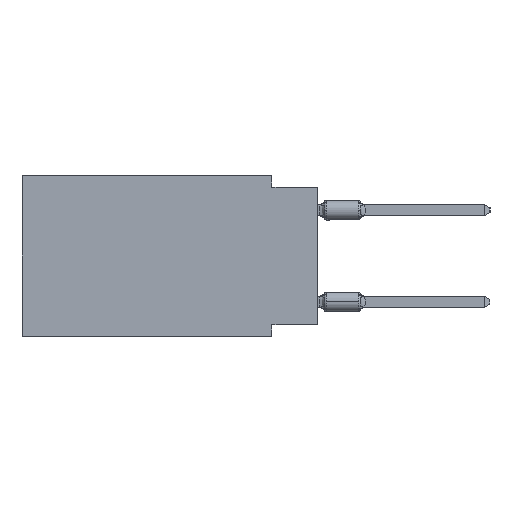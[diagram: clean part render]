
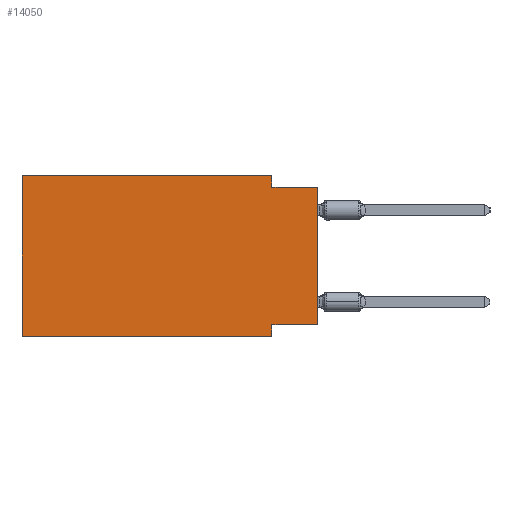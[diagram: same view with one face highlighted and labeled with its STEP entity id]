
A CAD part, left-side view. The second image highlights one B-rep face of the part: STEP entity #14050.
In plain terms, the highlighted planar face has unit normal (-1, 0, 0).
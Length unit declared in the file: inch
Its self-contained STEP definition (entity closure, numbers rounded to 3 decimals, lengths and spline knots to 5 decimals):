
#468 = CARTESIAN_POINT ( 'NONE',  ( 0., 0.1, -0.025 ) ) ;
#1347 = DIRECTION ( 'NONE',  ( 0., -1., 0. ) ) ;
#2096 = LINE ( 'NONE', #6911, #9576 ) ;
#2314 = VERTEX_POINT ( 'NONE', #13574 ) ;
#2443 = CARTESIAN_POINT ( 'NONE',  ( 0., 0.645, 0. ) ) ;
#5987 = DIRECTION ( 'NONE',  ( 0., -1., 0. ) ) ;
#6867 = VECTOR ( 'NONE', #45493, 39.37008 ) ;
#6911 = CARTESIAN_POINT ( 'NONE',  ( 0., 0.645, -0.35 ) ) ;
#7886 = CARTESIAN_POINT ( 'NONE',  ( 0., 0.645, 0. ) ) ;
#8381 = DIRECTION ( 'NONE',  ( 0., 0., 1. ) ) ;
#9576 = VECTOR ( 'NONE', #24021, 39.37008 ) ;
#12122 = PLANE ( 'NONE',  #25157 ) ;
#13503 = CARTESIAN_POINT ( 'NONE',  ( 0., 0.645, -0.35 ) ) ;
#13532 = CARTESIAN_POINT ( 'NONE',  ( 0., 0.645, 0. ) ) ;
#13574 = CARTESIAN_POINT ( 'NONE',  ( 0., 0., -0.025 ) ) ;
#13902 = CARTESIAN_POINT ( 'NONE',  ( 0., 0.1, 0. ) ) ;
#14050 = ADVANCED_FACE ( 'NONE', ( #41717 ), #12122, .F. ) ;
#14093 = CARTESIAN_POINT ( 'NONE',  ( 0., 0.1, -0.35 ) ) ;
#16682 = VECTOR ( 'NONE', #8381, 39.37008 ) ;
#17209 = EDGE_CURVE ( 'NONE', #52025, #45346, #53435, .T. ) ;
#17885 = CARTESIAN_POINT ( 'NONE',  ( 0., 0.1, 0. ) ) ;
#18259 = CARTESIAN_POINT ( 'NONE',  ( 0., 0., -0.325 ) ) ;
#20024 = VECTOR ( 'NONE', #1347, 39.37008 ) ;
#20220 = CARTESIAN_POINT ( 'NONE',  ( 0., 0., -0.325 ) ) ;
#21407 = EDGE_CURVE ( 'NONE', #21712, #52025, #43688, .T. ) ;
#21712 = VERTEX_POINT ( 'NONE', #13503 ) ;
#24021 = DIRECTION ( 'NONE',  ( 0., -1., 0. ) ) ;
#25157 = AXIS2_PLACEMENT_3D ( 'NONE', #2443, #33214, #45992 ) ;
#25462 = CARTESIAN_POINT ( 'NONE',  ( 0., 0., 0. ) ) ;
#27367 = ORIENTED_EDGE ( 'NONE', *, *, #34597, .F. ) ;
#30061 = ORIENTED_EDGE ( 'NONE', *, *, #47858, .T. ) ;
#30895 = DIRECTION ( 'NONE',  ( 0., 0., 1. ) ) ;
#32048 = CARTESIAN_POINT ( 'NONE',  ( 0., 0.1, -0.325 ) ) ;
#33033 = DIRECTION ( 'NONE',  ( 0., 1., 0. ) ) ;
#33214 = DIRECTION ( 'NONE',  ( 1., 0., 0. ) ) ;
#34543 = VECTOR ( 'NONE', #48607, 39.37008 ) ;
#34567 = LINE ( 'NONE', #25462, #16682 ) ;
#34581 = VERTEX_POINT ( 'NONE', #18259 ) ;
#34597 = EDGE_CURVE ( 'NONE', #47421, #2314, #44705, .T. ) ;
#35843 = EDGE_CURVE ( 'NONE', #45346, #47421, #52871, .T. ) ;
#37281 = VECTOR ( 'NONE', #33033, 39.37008 ) ;
#37513 = VERTEX_POINT ( 'NONE', #32048 ) ;
#38625 = ORIENTED_EDGE ( 'NONE', *, *, #17209, .F. ) ;
#40497 = VECTOR ( 'NONE', #30895, 39.37008 ) ;
#41668 = ORIENTED_EDGE ( 'NONE', *, *, #55962, .F. ) ;
#41717 = FACE_OUTER_BOUND ( 'NONE', #49767, .T. ) ;
#42287 = EDGE_CURVE ( 'NONE', #34581, #37513, #55463, .T. ) ;
#43280 = ORIENTED_EDGE ( 'NONE', *, *, #21407, .F. ) ;
#43688 = LINE ( 'NONE', #13532, #40497 ) ;
#43747 = ORIENTED_EDGE ( 'NONE', *, *, #42287, .F. ) ;
#44453 = VECTOR ( 'NONE', #5987, 39.37008 ) ;
#44705 = LINE ( 'NONE', #44978, #44453 ) ;
#44978 = CARTESIAN_POINT ( 'NONE',  ( 0., 0., -0.025 ) ) ;
#45346 = VERTEX_POINT ( 'NONE', #17885 ) ;
#45493 = DIRECTION ( 'NONE',  ( 0., 0., -1. ) ) ;
#45992 = DIRECTION ( 'NONE',  ( 0., 0., -1. ) ) ;
#47421 = VERTEX_POINT ( 'NONE', #468 ) ;
#47858 = EDGE_CURVE ( 'NONE', #34581, #2314, #34567, .T. ) ;
#48309 = CARTESIAN_POINT ( 'NONE',  ( 0., 0.645, 0. ) ) ;
#48607 = DIRECTION ( 'NONE',  ( 0., 0., -1. ) ) ;
#48831 = ORIENTED_EDGE ( 'NONE', *, *, #49464, .T. ) ;
#49464 = EDGE_CURVE ( 'NONE', #21712, #55502, #2096, .T. ) ;
#49762 = LINE ( 'NONE', #53487, #6867 ) ;
#49767 = EDGE_LOOP ( 'NONE', ( #30061, #27367, #54460, #38625, #43280, #48831, #41668, #43747 ) ) ;
#52025 = VERTEX_POINT ( 'NONE', #7886 ) ;
#52871 = LINE ( 'NONE', #13902, #34543 ) ;
#53435 = LINE ( 'NONE', #48309, #20024 ) ;
#53487 = CARTESIAN_POINT ( 'NONE',  ( 0., 0.1, -0.35 ) ) ;
#54460 = ORIENTED_EDGE ( 'NONE', *, *, #35843, .F. ) ;
#55463 = LINE ( 'NONE', #20220, #37281 ) ;
#55502 = VERTEX_POINT ( 'NONE', #14093 ) ;
#55962 = EDGE_CURVE ( 'NONE', #37513, #55502, #49762, .T. ) ;
